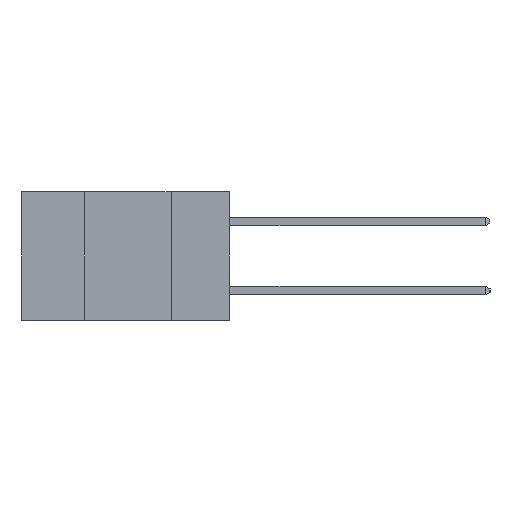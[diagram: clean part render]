
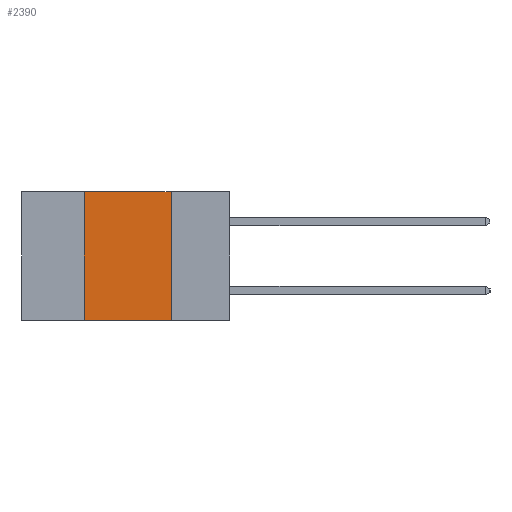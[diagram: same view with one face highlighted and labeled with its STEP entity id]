
A CAD part, left-side view. The second image highlights one B-rep face of the part: STEP entity #2390.
In plain terms, the highlighted planar face has unit normal (-1, 0, 0).
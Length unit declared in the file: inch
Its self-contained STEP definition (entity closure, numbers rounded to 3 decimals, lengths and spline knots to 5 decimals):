
#408 = EDGE_LOOP ( 'NONE', ( #6693, #13083, #13363, #1849 ) ) ;
#532 = LINE ( 'NONE', #10497, #8563 ) ;
#790 = VERTEX_POINT ( 'NONE', #4175 ) ;
#1146 = CARTESIAN_POINT ( 'NONE',  ( 0., 0.6, 0. ) ) ;
#1849 = ORIENTED_EDGE ( 'NONE', *, *, #12677, .T. ) ;
#2374 = CARTESIAN_POINT ( 'NONE',  ( 0., 0.17, 0. ) ) ;
#2390 = ADVANCED_FACE ( 'NONE', ( #3964 ), #10481, .F. ) ;
#2554 = LINE ( 'NONE', #10886, #5105 ) ;
#2895 = DIRECTION ( 'NONE',  ( 0., 0., -1. ) ) ;
#2906 = DIRECTION ( 'NONE',  ( 0., 0., 1. ) ) ;
#3067 = CARTESIAN_POINT ( 'NONE',  ( 0., 0.17, -0.37 ) ) ;
#3769 = CARTESIAN_POINT ( 'NONE',  ( 0., 0.42, 0. ) ) ;
#3964 = FACE_OUTER_BOUND ( 'NONE', #408, .T. ) ;
#4162 = VECTOR ( 'NONE', #9862, 39.37008 ) ;
#4175 = CARTESIAN_POINT ( 'NONE',  ( 0., 0.42, -0.37 ) ) ;
#4781 = CARTESIAN_POINT ( 'NONE',  ( 0., 0.17, -0.37 ) ) ;
#5105 = VECTOR ( 'NONE', #8751, 39.37008 ) ;
#6104 = EDGE_CURVE ( 'NONE', #7500, #8529, #7595, .T. ) ;
#6693 = ORIENTED_EDGE ( 'NONE', *, *, #6104, .F. ) ;
#7500 = VERTEX_POINT ( 'NONE', #2374 ) ;
#7595 = LINE ( 'NONE', #3067, #12855 ) ;
#8529 = VERTEX_POINT ( 'NONE', #4781 ) ;
#8563 = VECTOR ( 'NONE', #2906, 39.37008 ) ;
#8751 = DIRECTION ( 'NONE',  ( 0., -1., 0. ) ) ;
#8772 = AXIS2_PLACEMENT_3D ( 'NONE', #10437, #10435, #10368 ) ;
#9300 = EDGE_CURVE ( 'NONE', #11916, #7500, #9944, .T. ) ;
#9862 = DIRECTION ( 'NONE',  ( 0., -1., 0. ) ) ;
#9944 = LINE ( 'NONE', #1146, #4162 ) ;
#10260 = EDGE_CURVE ( 'NONE', #790, #11916, #532, .T. ) ;
#10368 = DIRECTION ( 'NONE',  ( 0., 0., -1. ) ) ;
#10435 = DIRECTION ( 'NONE',  ( 1., 0., 0. ) ) ;
#10437 = CARTESIAN_POINT ( 'NONE',  ( 0., 0.6, 0. ) ) ;
#10481 = PLANE ( 'NONE',  #8772 ) ;
#10497 = CARTESIAN_POINT ( 'NONE',  ( 0., 0.42, -0.37 ) ) ;
#10886 = CARTESIAN_POINT ( 'NONE',  ( 0., 0.6, -0.37 ) ) ;
#11916 = VERTEX_POINT ( 'NONE', #3769 ) ;
#12677 = EDGE_CURVE ( 'NONE', #790, #8529, #2554, .T. ) ;
#12855 = VECTOR ( 'NONE', #2895, 39.37008 ) ;
#13083 = ORIENTED_EDGE ( 'NONE', *, *, #9300, .F. ) ;
#13363 = ORIENTED_EDGE ( 'NONE', *, *, #10260, .F. ) ;
